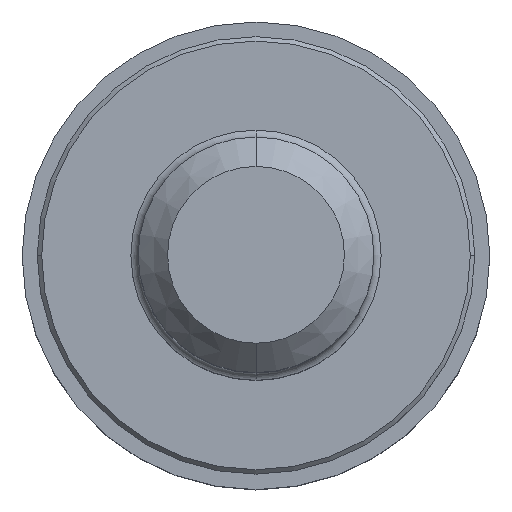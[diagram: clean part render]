
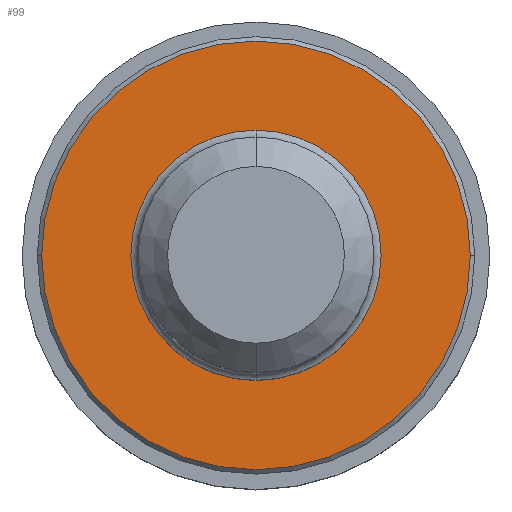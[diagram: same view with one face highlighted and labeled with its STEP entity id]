
A CAD part, top view. The second image highlights one B-rep face of the part: STEP entity #99.
In plain terms, the highlighted planar face has unit normal (0, 0, 1).
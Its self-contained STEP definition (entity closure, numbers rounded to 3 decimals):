
#34=FACE_BOUND('',#176,.T.);
#35=FACE_BOUND('',#177,.T.);
#64=PLANE('',#732);
#99=ADVANCED_FACE('',(#34,#35),#64,.T.);
#176=EDGE_LOOP('',(#270,#271));
#177=EDGE_LOOP('',(#272,#273));
#270=ORIENTED_EDGE('',*,*,#422,.F.);
#271=ORIENTED_EDGE('',*,*,#424,.F.);
#272=ORIENTED_EDGE('',*,*,#425,.F.);
#273=ORIENTED_EDGE('',*,*,#426,.F.);
#365=VERTEX_POINT('',#1302);
#366=VERTEX_POINT('',#1304);
#367=VERTEX_POINT('',#1310);
#368=VERTEX_POINT('',#1311);
#422=EDGE_CURVE('',#365,#366,#492,.T.);
#424=EDGE_CURVE('',#366,#365,#493,.T.);
#425=EDGE_CURVE('',#367,#368,#494,.T.);
#426=EDGE_CURVE('',#368,#367,#495,.T.);
#492=CIRCLE('',#726,14.55);
#493=CIRCLE('',#728,14.55);
#494=CIRCLE('',#730,8.496);
#495=CIRCLE('',#731,8.496);
#726=AXIS2_PLACEMENT_3D('',#1303,#889,#890);
#728=AXIS2_PLACEMENT_3D('',#1307,#894,#895);
#730=AXIS2_PLACEMENT_3D('',#1309,#898,#899);
#731=AXIS2_PLACEMENT_3D('',#1312,#900,#901);
#732=AXIS2_PLACEMENT_3D('',#1313,#902,#903);
#889=DIRECTION('',(0.,0.,-1.));
#890=DIRECTION('',(1.,0.,0.));
#894=DIRECTION('',(0.,0.,-1.));
#895=DIRECTION('',(-1.,0.,0.));
#898=DIRECTION('',(0.,0.,1.));
#899=DIRECTION('',(0.,1.,0.));
#900=DIRECTION('',(0.,0.,1.));
#901=DIRECTION('',(0.,-1.,0.));
#902=DIRECTION('',(0.,0.,1.));
#903=DIRECTION('',(0.,-1.,0.));
#1302=CARTESIAN_POINT('',(14.55,0.,0.));
#1303=CARTESIAN_POINT('',(0.,0.,0.));
#1304=CARTESIAN_POINT('',(-14.55,0.,0.));
#1307=CARTESIAN_POINT('',(0.,0.,0.));
#1309=CARTESIAN_POINT('',(0.,0.,0.));
#1310=CARTESIAN_POINT('',(0.,8.496,0.));
#1311=CARTESIAN_POINT('',(0.,-8.496,0.));
#1312=CARTESIAN_POINT('',(0.,0.,0.));
#1313=CARTESIAN_POINT('',(0.,0.,0.));
